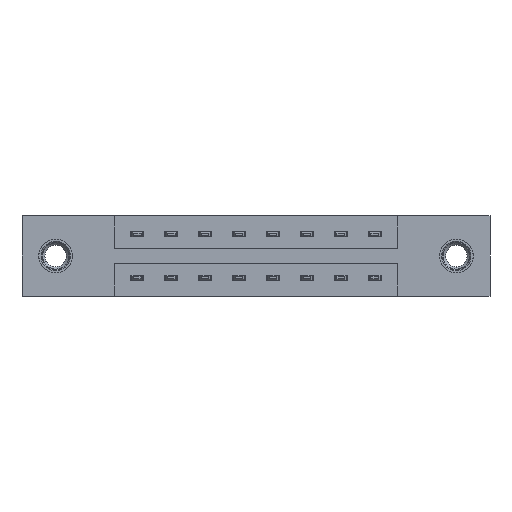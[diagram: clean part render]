
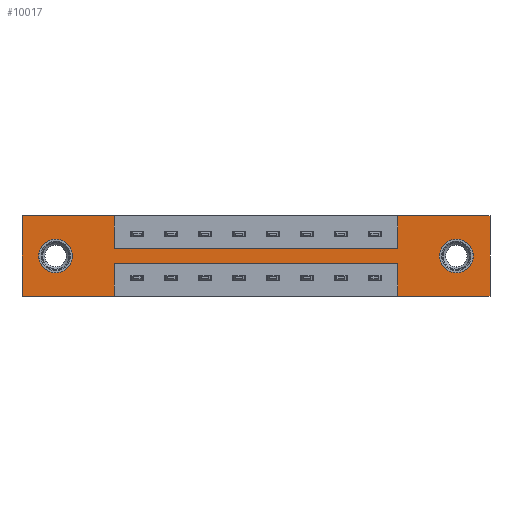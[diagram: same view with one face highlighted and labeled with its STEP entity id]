
A CAD part, front view. The second image highlights one B-rep face of the part: STEP entity #10017.
In plain terms, the highlighted planar face has unit normal (0, -1, 0).
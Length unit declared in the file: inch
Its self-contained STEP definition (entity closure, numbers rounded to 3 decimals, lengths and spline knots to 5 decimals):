
#60 = DIRECTION ( 'NONE',  ( 0., 0., -1. ) ) ;
#161 = EDGE_CURVE ( 'NONE', #1890, #856, #1295, .T. ) ;
#167 = ORIENTED_EDGE ( 'NONE', *, *, #2428, .F. ) ;
#179 = CARTESIAN_POINT ( 'NONE',  ( 0.425, 0., -0.15 ) ) ;
#229 = DIRECTION ( 'NONE',  ( 0., 0., -1. ) ) ;
#265 = EDGE_CURVE ( 'NONE', #8035, #2346, #9633, .T. ) ;
#478 = AXIS2_PLACEMENT_3D ( 'NONE', #10887, #5594, #60 ) ;
#515 = LINE ( 'NONE', #7293, #5729 ) ;
#547 = CARTESIAN_POINT ( 'NONE',  ( 1.999, 0., -0.107 ) ) ;
#572 = LINE ( 'NONE', #10388, #3036 ) ;
#668 = AXIS2_PLACEMENT_3D ( 'NONE', #3384, #9796, #4307 ) ;
#856 = VERTEX_POINT ( 'NONE', #7182 ) ;
#1010 = VERTEX_POINT ( 'NONE', #8894 ) ;
#1074 = LINE ( 'NONE', #1332, #10701 ) ;
#1075 = ORIENTED_EDGE ( 'NONE', *, *, #8958, .F. ) ;
#1190 = VERTEX_POINT ( 'NONE', #547 ) ;
#1226 = VERTEX_POINT ( 'NONE', #7308 ) ;
#1295 = LINE ( 'NONE', #6255, #10385 ) ;
#1332 = CARTESIAN_POINT ( 'NONE',  ( 0.425, 0., -0.22 ) ) ;
#1368 = CARTESIAN_POINT ( 'NONE',  ( 0., 0., 0. ) ) ;
#1451 = DIRECTION ( 'NONE',  ( 0., 0., 1. ) ) ;
#1456 = VERTEX_POINT ( 'NONE', #2131 ) ;
#1571 = EDGE_CURVE ( 'NONE', #10658, #2001, #3013, .T. ) ;
#1709 = ORIENTED_EDGE ( 'NONE', *, *, #265, .F. ) ;
#1806 = EDGE_CURVE ( 'NONE', #11295, #6567, #10366, .T. ) ;
#1890 = VERTEX_POINT ( 'NONE', #2752 ) ;
#2001 = VERTEX_POINT ( 'NONE', #5626 ) ;
#2071 = DIRECTION ( 'NONE',  ( 0., -1., 0. ) ) ;
#2131 = CARTESIAN_POINT ( 'NONE',  ( 0.425, 0., -0.22 ) ) ;
#2162 = ORIENTED_EDGE ( 'NONE', *, *, #161, .F. ) ;
#2234 = EDGE_CURVE ( 'NONE', #5940, #1226, #11107, .T. ) ;
#2253 = AXIS2_PLACEMENT_3D ( 'NONE', #5540, #10214, #10309 ) ;
#2284 = VECTOR ( 'NONE', #11354, 39.37008 ) ;
#2346 = VERTEX_POINT ( 'NONE', #7077 ) ;
#2394 = CARTESIAN_POINT ( 'NONE',  ( 0.425, 0., 0. ) ) ;
#2398 = EDGE_CURVE ( 'NONE', #6385, #1890, #4709, .T. ) ;
#2428 = EDGE_CURVE ( 'NONE', #6567, #6385, #6960, .T. ) ;
#2752 = CARTESIAN_POINT ( 'NONE',  ( 2.154, 0., 0. ) ) ;
#2917 = ORIENTED_EDGE ( 'NONE', *, *, #7040, .F. ) ;
#3012 = CARTESIAN_POINT ( 'NONE',  ( 0.425, 0., -0.37 ) ) ;
#3013 = LINE ( 'NONE', #4134, #5479 ) ;
#3036 = VECTOR ( 'NONE', #5005, 39.37008 ) ;
#3259 = ORIENTED_EDGE ( 'NONE', *, *, #6257, .T. ) ;
#3384 = CARTESIAN_POINT ( 'NONE',  ( 0.155, 0., -0.185 ) ) ;
#3767 = ORIENTED_EDGE ( 'NONE', *, *, #5922, .F. ) ;
#3820 = EDGE_CURVE ( 'NONE', #1190, #4642, #10573, .T. ) ;
#3822 = AXIS2_PLACEMENT_3D ( 'NONE', #11030, #5763, #229 ) ;
#4065 = CARTESIAN_POINT ( 'NONE',  ( 1.999, 0., -0.263 ) ) ;
#4078 = LINE ( 'NONE', #2394, #6270 ) ;
#4134 = CARTESIAN_POINT ( 'NONE',  ( 1.729, 0., -0.37 ) ) ;
#4307 = DIRECTION ( 'NONE',  ( 0., 0., 1. ) ) ;
#4350 = ORIENTED_EDGE ( 'NONE', *, *, #5490, .F. ) ;
#4582 = FACE_OUTER_BOUND ( 'NONE', #8503, .T. ) ;
#4642 = VERTEX_POINT ( 'NONE', #4065 ) ;
#4647 = LINE ( 'NONE', #6078, #9019 ) ;
#4709 = LINE ( 'NONE', #6022, #2284 ) ;
#4774 = CARTESIAN_POINT ( 'NONE',  ( 0.425, 0., -0.37 ) ) ;
#4878 = FACE_BOUND ( 'NONE', #9548, .T. ) ;
#4916 = DIRECTION ( 'NONE',  ( 0., 0., 1. ) ) ;
#5005 = DIRECTION ( 'NONE',  ( -1., 0., 0. ) ) ;
#5055 = VECTOR ( 'NONE', #6596, 39.37008 ) ;
#5123 = DIRECTION ( 'NONE',  ( 0., 0., -1. ) ) ;
#5227 = ORIENTED_EDGE ( 'NONE', *, *, #9691, .T. ) ;
#5327 = ORIENTED_EDGE ( 'NONE', *, *, #2234, .T. ) ;
#5424 = EDGE_LOOP ( 'NONE', ( #11104, #3259 ) ) ;
#5450 = CARTESIAN_POINT ( 'NONE',  ( 1.729, 0., 0. ) ) ;
#5479 = VECTOR ( 'NONE', #7520, 39.37008 ) ;
#5490 = EDGE_CURVE ( 'NONE', #9584, #1010, #515, .T. ) ;
#5518 = ORIENTED_EDGE ( 'NONE', *, *, #10655, .F. ) ;
#5540 = CARTESIAN_POINT ( 'NONE',  ( 0.155, 0., -0.185 ) ) ;
#5594 = DIRECTION ( 'NONE',  ( 0., 1., 0. ) ) ;
#5615 = VECTOR ( 'NONE', #7145, 39.37008 ) ;
#5626 = CARTESIAN_POINT ( 'NONE',  ( 1.729, 0., -0.22 ) ) ;
#5729 = VECTOR ( 'NONE', #11513, 39.37008 ) ;
#5763 = DIRECTION ( 'NONE',  ( 0., 1., 0. ) ) ;
#5786 = ORIENTED_EDGE ( 'NONE', *, *, #1571, .F. ) ;
#5922 = EDGE_CURVE ( 'NONE', #2001, #1456, #1074, .T. ) ;
#5936 = CARTESIAN_POINT ( 'NONE',  ( 1.729, 0., 0. ) ) ;
#5940 = VERTEX_POINT ( 'NONE', #5965 ) ;
#5965 = CARTESIAN_POINT ( 'NONE',  ( 0.155, 0., -0.107 ) ) ;
#6022 = CARTESIAN_POINT ( 'NONE',  ( 0., 0., 0. ) ) ;
#6078 = CARTESIAN_POINT ( 'NONE',  ( 0., 0., 0. ) ) ;
#6255 = CARTESIAN_POINT ( 'NONE',  ( 2.154, 0., 0. ) ) ;
#6257 = EDGE_CURVE ( 'NONE', #4642, #1190, #9037, .T. ) ;
#6270 = VECTOR ( 'NONE', #10528, 39.37008 ) ;
#6356 = LINE ( 'NONE', #3012, #8561 ) ;
#6385 = VERTEX_POINT ( 'NONE', #5936 ) ;
#6567 = VERTEX_POINT ( 'NONE', #7244 ) ;
#6596 = DIRECTION ( 'NONE',  ( -1., 0., 0. ) ) ;
#6650 = VECTOR ( 'NONE', #4916, 39.37008 ) ;
#6741 = CARTESIAN_POINT ( 'NONE',  ( 1.729, 0., -0.37 ) ) ;
#6960 = LINE ( 'NONE', #5450, #6650 ) ;
#6999 = ORIENTED_EDGE ( 'NONE', *, *, #1806, .F. ) ;
#7040 = EDGE_CURVE ( 'NONE', #2346, #9584, #4647, .T. ) ;
#7056 = EDGE_CURVE ( 'NONE', #1010, #11295, #4078, .T. ) ;
#7077 = CARTESIAN_POINT ( 'NONE',  ( 0., 0., -0.37 ) ) ;
#7145 = DIRECTION ( 'NONE',  ( 1., 0., 0. ) ) ;
#7182 = CARTESIAN_POINT ( 'NONE',  ( 2.154, 0., -0.37 ) ) ;
#7244 = CARTESIAN_POINT ( 'NONE',  ( 1.729, 0., -0.15 ) ) ;
#7293 = CARTESIAN_POINT ( 'NONE',  ( 0., 0., 0. ) ) ;
#7308 = CARTESIAN_POINT ( 'NONE',  ( 0.155, 0., -0.263 ) ) ;
#7520 = DIRECTION ( 'NONE',  ( 0., 0., 1. ) ) ;
#7638 = ORIENTED_EDGE ( 'NONE', *, *, #2398, .F. ) ;
#7694 = DIRECTION ( 'NONE',  ( 0., 0., -1. ) ) ;
#7875 = DIRECTION ( 'NONE',  ( -1., 0., 0. ) ) ;
#8035 = VERTEX_POINT ( 'NONE', #4774 ) ;
#8149 = CIRCLE ( 'NONE', #668, 0.078 ) ;
#8503 = EDGE_LOOP ( 'NONE', ( #5518, #3767, #5786, #1075, #2162, #7638, #167, #6999, #9467, #4350, #2917, #1709 ) ) ;
#8561 = VECTOR ( 'NONE', #7694, 39.37008 ) ;
#8567 = DIRECTION ( 'NONE',  ( 0., 0., -1. ) ) ;
#8894 = CARTESIAN_POINT ( 'NONE',  ( 0.425, 0., 0. ) ) ;
#8958 = EDGE_CURVE ( 'NONE', #856, #10658, #572, .T. ) ;
#9019 = VECTOR ( 'NONE', #1451, 39.37008 ) ;
#9037 = CIRCLE ( 'NONE', #3822, 0.078 ) ;
#9114 = AXIS2_PLACEMENT_3D ( 'NONE', #9392, #2071, #8567 ) ;
#9367 = CARTESIAN_POINT ( 'NONE',  ( 0.425, 0., -0.15 ) ) ;
#9392 = CARTESIAN_POINT ( 'NONE',  ( 0., 0., -0.37 ) ) ;
#9467 = ORIENTED_EDGE ( 'NONE', *, *, #7056, .F. ) ;
#9548 = EDGE_LOOP ( 'NONE', ( #5327, #5227 ) ) ;
#9584 = VERTEX_POINT ( 'NONE', #1368 ) ;
#9591 = CARTESIAN_POINT ( 'NONE',  ( 0., 0., -0.37 ) ) ;
#9633 = LINE ( 'NONE', #9591, #5055 ) ;
#9691 = EDGE_CURVE ( 'NONE', #1226, #5940, #8149, .T. ) ;
#9796 = DIRECTION ( 'NONE',  ( 0., 1., 0. ) ) ;
#10017 = ADVANCED_FACE ( 'NONE', ( #11337, #4878, #4582 ), #10192, .T. ) ;
#10192 = PLANE ( 'NONE',  #9114 ) ;
#10214 = DIRECTION ( 'NONE',  ( 0., 1., 0. ) ) ;
#10309 = DIRECTION ( 'NONE',  ( 0., 0., 1. ) ) ;
#10366 = LINE ( 'NONE', #9367, #5615 ) ;
#10385 = VECTOR ( 'NONE', #5123, 39.37008 ) ;
#10388 = CARTESIAN_POINT ( 'NONE',  ( 0., 0., -0.37 ) ) ;
#10528 = DIRECTION ( 'NONE',  ( 0., 0., -1. ) ) ;
#10573 = CIRCLE ( 'NONE', #478, 0.078 ) ;
#10655 = EDGE_CURVE ( 'NONE', #1456, #8035, #6356, .T. ) ;
#10658 = VERTEX_POINT ( 'NONE', #6741 ) ;
#10701 = VECTOR ( 'NONE', #7875, 39.37008 ) ;
#10887 = CARTESIAN_POINT ( 'NONE',  ( 1.999, 0., -0.185 ) ) ;
#11030 = CARTESIAN_POINT ( 'NONE',  ( 1.999, 0., -0.185 ) ) ;
#11104 = ORIENTED_EDGE ( 'NONE', *, *, #3820, .T. ) ;
#11107 = CIRCLE ( 'NONE', #2253, 0.078 ) ;
#11295 = VERTEX_POINT ( 'NONE', #179 ) ;
#11337 = FACE_BOUND ( 'NONE', #5424, .T. ) ;
#11354 = DIRECTION ( 'NONE',  ( 1., 0., 0. ) ) ;
#11513 = DIRECTION ( 'NONE',  ( 1., 0., 0. ) ) ;
